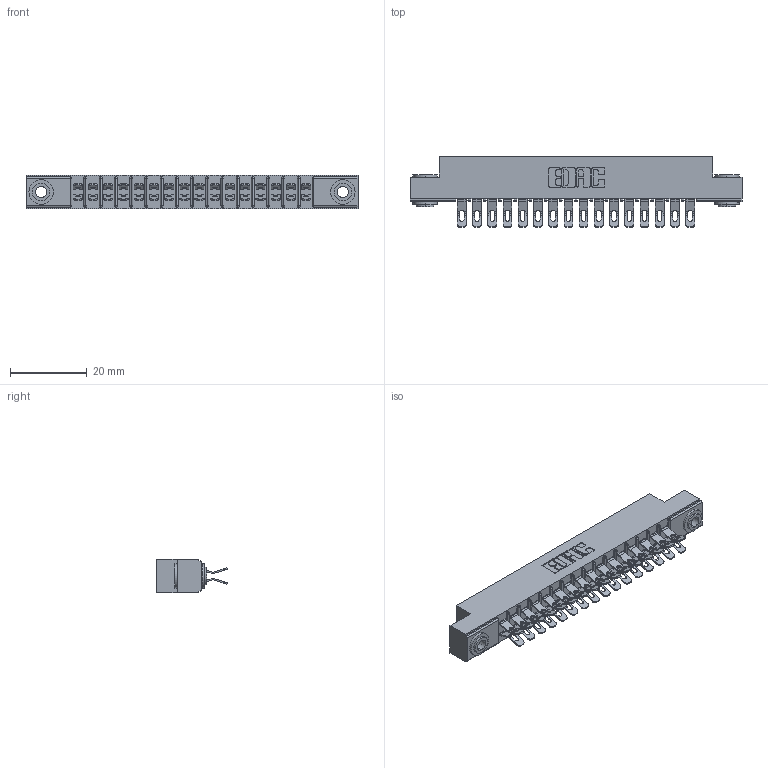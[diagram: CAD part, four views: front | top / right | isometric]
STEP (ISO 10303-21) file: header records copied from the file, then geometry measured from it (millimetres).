
FILE_DESCRIPTION (( 'STEP AP203' ), '1' );
FILE_NAME ('315-032-555-203.STEP', '2019-09-10T15:42:07', ( '' ), ( '' ), 'SwSTEP 2.0', 'SolidWorks 2016', '' );
FILE_SCHEMA (( 'CONFIG_CONTROL_DESIGN' ));
Length unit declared in the file: inch
Products named in the file (4): 305 Part_.156 Dia; 315-032-555-203; 305-290-001_555; 345-250-002_345-250-002-102
Assembly tree (35 placements, depth 2):
  315-032-555-203
    305 Part_.156 Dia
    305-290-001_555  x32
    345-250-002_345-250-002-102  x2
Bounding box: 86.41 x 18.41 x 8.71 mm (x, y, z)
Volume: 5528.3 mm3; surface area: 10865.6 mm2
Topology: 35 solids, 35 shells, 2280 faces, 6748 edges, 4408 vertices
Faces by surface type: plane 1116, cylinder 1092, sphere 64, cone 8
Entity records: 22178 total; most frequent: CARTESIAN_POINT 3669, ORIENTED_EDGE 3620, DIRECTION 3580, EDGE_CURVE 1810, VECTOR 1406, LINE 1406, VERTEX_POINT 1160, AXIS2_PLACEMENT_3D 1087
